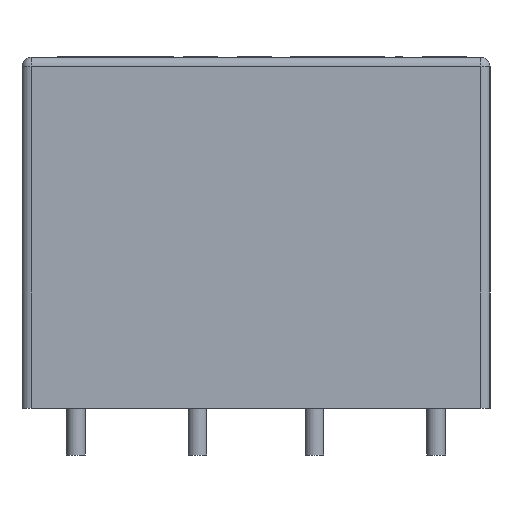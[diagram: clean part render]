
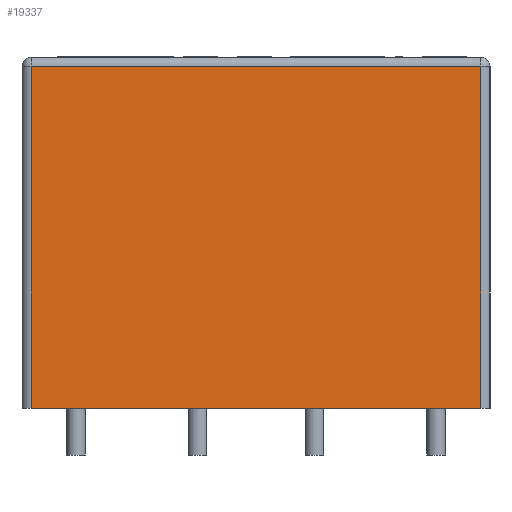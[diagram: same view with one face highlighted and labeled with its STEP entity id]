
A CAD part, left-side view. The second image highlights one B-rep face of the part: STEP entity #19337.
In plain terms, the highlighted planar face has unit normal (-1, 0, 0).
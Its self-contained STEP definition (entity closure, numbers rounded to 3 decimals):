
#2351=FACE_OUTER_BOUND('',#3504,.T.);
#3504=EDGE_LOOP('',(#17538,#17539,#17540,#17541));
#5471=LINE('',#34966,#7442);
#5474=LINE('',#34979,#7445);
#5476=LINE('',#34983,#7447);
#5480=LINE('',#34992,#7451);
#7442=VECTOR('',#23497,10.);
#7445=VECTOR('',#23512,10.);
#7447=VECTOR('',#23518,10.);
#7451=VECTOR('',#23532,10.);
#9280=VERTEX_POINT('',#34959);
#9282=VERTEX_POINT('',#34964);
#9283=VERTEX_POINT('',#34969);
#9285=VERTEX_POINT('',#34975);
#12029=EDGE_CURVE('',#9282,#9280,#5471,.T.);
#12036=EDGE_CURVE('',#9283,#9285,#5474,.T.);
#12038=EDGE_CURVE('',#9280,#9283,#5476,.T.);
#12042=EDGE_CURVE('',#9285,#9282,#5480,.T.);
#17538=ORIENTED_EDGE('',*,*,#12029,.F.);
#17539=ORIENTED_EDGE('',*,*,#12042,.F.);
#17540=ORIENTED_EDGE('',*,*,#12036,.F.);
#17541=ORIENTED_EDGE('',*,*,#12038,.F.);
#18199=PLANE('',#20092);
#19337=ADVANCED_FACE('',(#2351),#18199,.T.);
#20092=AXIS2_PLACEMENT_3D('',#34991,#23530,#23531);
#23497=DIRECTION('',(0.,0.,1.));
#23512=DIRECTION('',(0.,0.,-1.));
#23518=DIRECTION('',(0.,-1.,0.));
#23530=DIRECTION('center_axis',(-1.,0.,0.));
#23531=DIRECTION('ref_axis',(0.,-1.,0.));
#23532=DIRECTION('',(0.,1.,0.));
#34959=CARTESIAN_POINT('',(-17.,9.6,14.6));
#34964=CARTESIAN_POINT('',(-17.,9.6,0.));
#34966=CARTESIAN_POINT('',(-17.,9.6,0.));
#34969=CARTESIAN_POINT('',(-17.,-9.6,14.6));
#34975=CARTESIAN_POINT('',(-17.,-9.6,0.));
#34979=CARTESIAN_POINT('',(-17.,-9.6,0.));
#34983=CARTESIAN_POINT('',(-17.,5.,14.6));
#34991=CARTESIAN_POINT('Origin',(-17.,10.,0.));
#34992=CARTESIAN_POINT('',(-17.,-10.,0.));
